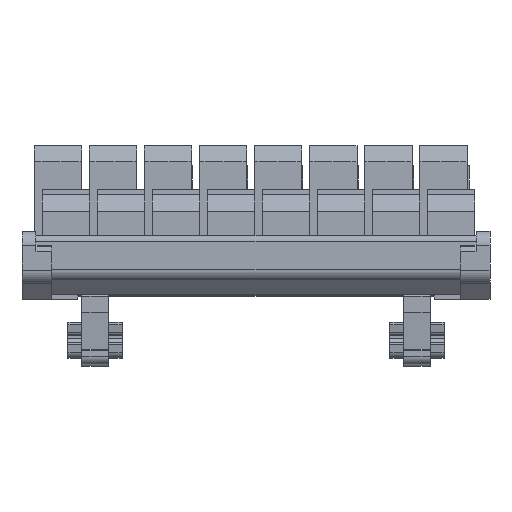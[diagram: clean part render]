
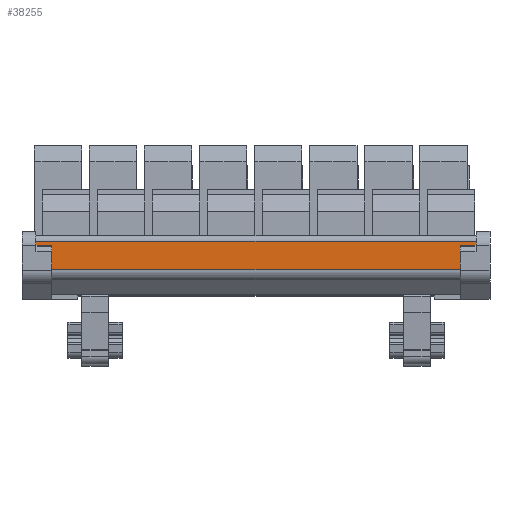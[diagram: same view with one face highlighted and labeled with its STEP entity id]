
A CAD part, front view. The second image highlights one B-rep face of the part: STEP entity #38255.
In plain terms, the highlighted planar face has unit normal (0, -1, 0).
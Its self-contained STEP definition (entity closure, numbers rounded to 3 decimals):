
#38205=AXIS2_PLACEMENT_3D('Plane Axis2P3D',#38202,#38203,#38204) ;
#24028=CARTESIAN_POINT('Vertex',(4.5,2.1,38.052)) ;
#24033=CARTESIAN_POINT('Line Origine',(4.5,2.1,39.127)) ;
#24037=CARTESIAN_POINT('Vertex',(4.5,2.1,40.202)) ;
#24137=CARTESIAN_POINT('Vertex',(146.,2.1,38.052)) ;
#24183=CARTESIAN_POINT('Vertex',(146.,2.1,40.202)) ;
#24186=CARTESIAN_POINT('Line Origine',(146.,2.1,39.127)) ;
#38202=CARTESIAN_POINT('Axis2P3D Location',(150.5,2.1,40.202)) ;
#38207=CARTESIAN_POINT('Line Origine',(75.25,2.1,40.202)) ;
#38212=CARTESIAN_POINT('Line Origine',(4.5,2.1,37.302)) ;
#38216=CARTESIAN_POINT('Vertex',(4.5,2.1,36.552)) ;
#38219=CARTESIAN_POINT('Line Origine',(4.5,2.1,33.763)) ;
#38223=CARTESIAN_POINT('Vertex',(4.5,2.1,30.973)) ;
#38226=CARTESIAN_POINT('Line Origine',(75.25,2.1,30.973)) ;
#38230=CARTESIAN_POINT('Vertex',(146.,2.1,30.973)) ;
#38233=CARTESIAN_POINT('Line Origine',(146.,2.1,33.763)) ;
#38237=CARTESIAN_POINT('Vertex',(146.,2.1,36.552)) ;
#38240=CARTESIAN_POINT('Line Origine',(146.,2.1,37.302)) ;
#24034=DIRECTION('Vector Direction',(0.,0.,-1.)) ;
#24187=DIRECTION('Vector Direction',(0.,0.,-1.)) ;
#38203=DIRECTION('Axis2P3D Direction',(0.,1.,0.)) ;
#38204=DIRECTION('Axis2P3D XDirection',(-1.,0.,0.)) ;
#38208=DIRECTION('Vector Direction',(-1.,0.,0.)) ;
#38213=DIRECTION('Vector Direction',(0.,0.,-1.)) ;
#38220=DIRECTION('Vector Direction',(0.,0.,-1.)) ;
#38227=DIRECTION('Vector Direction',(-1.,0.,0.)) ;
#38234=DIRECTION('Vector Direction',(0.,0.,-1.)) ;
#38241=DIRECTION('Vector Direction',(0.,0.,-1.)) ;
#24035=VECTOR('Line Direction',#24034,1.) ;
#24188=VECTOR('Line Direction',#24187,1.) ;
#38209=VECTOR('Line Direction',#38208,1.) ;
#38214=VECTOR('Line Direction',#38213,1.) ;
#38221=VECTOR('Line Direction',#38220,1.) ;
#38228=VECTOR('Line Direction',#38227,1.) ;
#38235=VECTOR('Line Direction',#38234,1.) ;
#38242=VECTOR('Line Direction',#38241,1.) ;
#38246=ORIENTED_EDGE('',*,*,#24190,.F.) ;
#38247=ORIENTED_EDGE('',*,*,#38211,.T.) ;
#38248=ORIENTED_EDGE('',*,*,#24039,.T.) ;
#38249=ORIENTED_EDGE('',*,*,#38218,.T.) ;
#38250=ORIENTED_EDGE('',*,*,#38225,.T.) ;
#38251=ORIENTED_EDGE('',*,*,#38232,.F.) ;
#38252=ORIENTED_EDGE('',*,*,#38239,.F.) ;
#38253=ORIENTED_EDGE('',*,*,#38244,.F.) ;
#38255=ADVANCED_FACE('Combine1',(#38254),#38206,.F.) ;
#24039=EDGE_CURVE('',#24038,#24029,#24036,.T.) ;
#24190=EDGE_CURVE('',#24184,#24138,#24189,.T.) ;
#38211=EDGE_CURVE('',#24184,#24038,#38210,.T.) ;
#38218=EDGE_CURVE('',#24029,#38217,#38215,.T.) ;
#38225=EDGE_CURVE('',#38217,#38224,#38222,.T.) ;
#38232=EDGE_CURVE('',#38231,#38224,#38229,.T.) ;
#38239=EDGE_CURVE('',#38238,#38231,#38236,.T.) ;
#38244=EDGE_CURVE('',#24138,#38238,#38243,.T.) ;
#38245=EDGE_LOOP('',(#38246,#38247,#38248,#38249,#38250,#38251,#38252,#38253)) ;
#38254=FACE_OUTER_BOUND('',#38245,.T.) ;
#24036=LINE('Line',#24033,#24035) ;
#24189=LINE('Line',#24186,#24188) ;
#38210=LINE('Line',#38207,#38209) ;
#38215=LINE('Line',#38212,#38214) ;
#38222=LINE('Line',#38219,#38221) ;
#38229=LINE('Line',#38226,#38228) ;
#38236=LINE('Line',#38233,#38235) ;
#38243=LINE('Line',#38240,#38242) ;
#38206=PLANE('',#38205) ;
#24029=VERTEX_POINT('',#24028) ;
#24038=VERTEX_POINT('',#24037) ;
#24138=VERTEX_POINT('',#24137) ;
#24184=VERTEX_POINT('',#24183) ;
#38217=VERTEX_POINT('',#38216) ;
#38224=VERTEX_POINT('',#38223) ;
#38231=VERTEX_POINT('',#38230) ;
#38238=VERTEX_POINT('',#38237) ;
